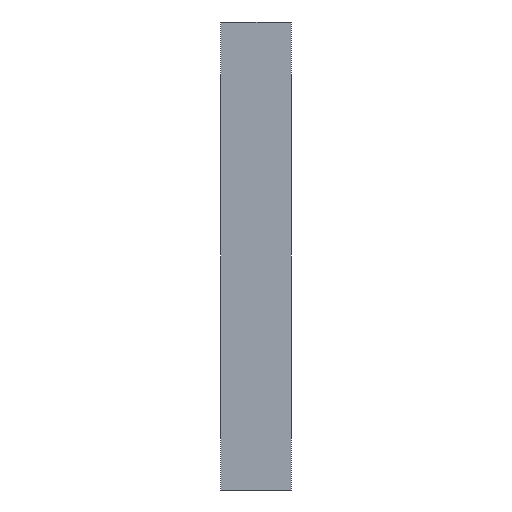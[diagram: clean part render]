
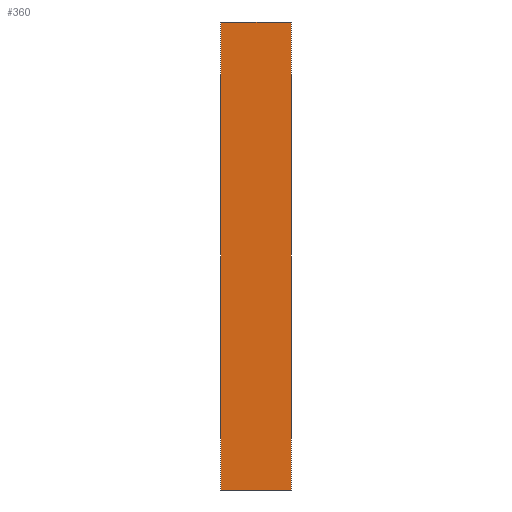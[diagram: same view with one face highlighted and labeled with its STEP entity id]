
A CAD part, left-side view. The second image highlights one B-rep face of the part: STEP entity #360.
In plain terms, the highlighted planar face has unit normal (-1, 0, 0).
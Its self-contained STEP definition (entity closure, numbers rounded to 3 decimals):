
#32=FACE_OUTER_BOUND('',#50,.T.);
#50=EDGE_LOOP('',(#291,#292,#293,#294));
#92=LINE('',#559,#140);
#100=LINE('',#574,#148);
#101=LINE('',#576,#149);
#102=LINE('',#577,#150);
#140=VECTOR('',#460,10.);
#148=VECTOR('',#472,10.);
#149=VECTOR('',#475,10.);
#150=VECTOR('',#476,10.);
#176=VERTEX_POINT('',#556);
#177=VERTEX_POINT('',#558);
#181=VERTEX_POINT('',#570);
#182=VERTEX_POINT('',#572);
#220=EDGE_CURVE('',#176,#177,#92,.T.);
#228=EDGE_CURVE('',#181,#182,#100,.T.);
#229=EDGE_CURVE('',#176,#181,#101,.T.);
#230=EDGE_CURVE('',#177,#182,#102,.T.);
#291=ORIENTED_EDGE('',*,*,#229,.T.);
#292=ORIENTED_EDGE('',*,*,#228,.T.);
#293=ORIENTED_EDGE('',*,*,#230,.F.);
#294=ORIENTED_EDGE('',*,*,#220,.F.);
#342=PLANE('',#392);
#360=ADVANCED_FACE('',(#32),#342,.T.);
#392=AXIS2_PLACEMENT_3D('',#575,#473,#474);
#460=DIRECTION('',(0.,1.,0.));
#472=DIRECTION('',(0.,1.,0.));
#473=DIRECTION('center_axis',(-1.,0.,0.));
#474=DIRECTION('ref_axis',(0.,0.,1.));
#475=DIRECTION('',(0.,0.,1.));
#476=DIRECTION('',(0.,0.,1.));
#556=CARTESIAN_POINT('',(0.,0.,-40.));
#558=CARTESIAN_POINT('',(0.,6.,-40.));
#559=CARTESIAN_POINT('',(0.,0.,-40.));
#570=CARTESIAN_POINT('',(0.,0.,0.));
#572=CARTESIAN_POINT('',(0.,6.,0.));
#574=CARTESIAN_POINT('',(0.,0.,0.));
#575=CARTESIAN_POINT('Origin',(0.,0.,-40.));
#576=CARTESIAN_POINT('',(0.,0.,-40.));
#577=CARTESIAN_POINT('',(0.,6.,-40.));
